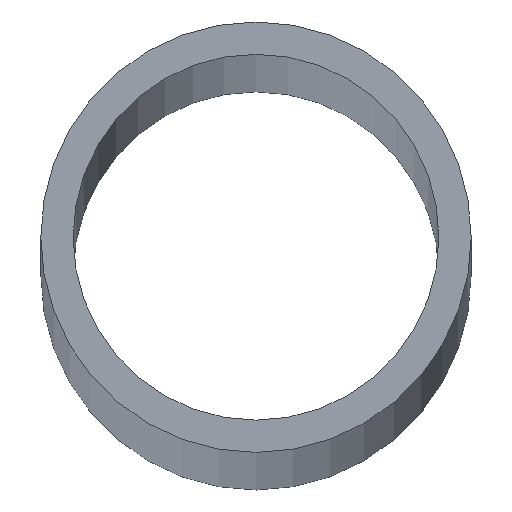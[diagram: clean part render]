
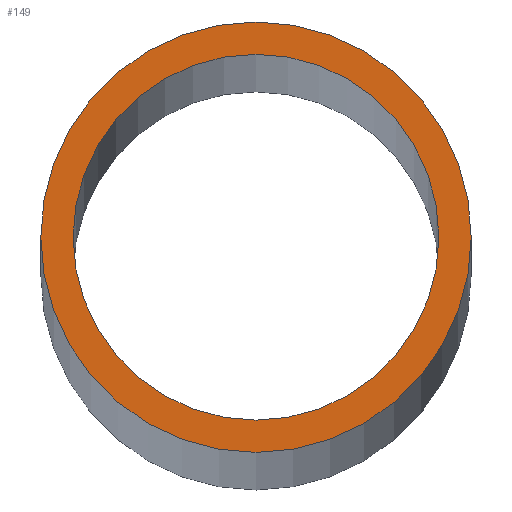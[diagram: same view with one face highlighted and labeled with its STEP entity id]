
A CAD part, top view. The second image highlights one B-rep face of the part: STEP entity #149.
In plain terms, the highlighted planar face has unit normal (0, 0, 1).
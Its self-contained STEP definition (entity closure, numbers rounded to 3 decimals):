
#17 = DIRECTION ( 'NONE',  ( 1., 0., 0. ) ) ;
#23 = CIRCLE ( 'NONE', #99, 10. ) ;
#25 = EDGE_CURVE ( 'NONE', #60, #179, #125, .T. ) ;
#29 = CARTESIAN_POINT ( 'NONE',  ( -8.5, 0., 1000. ) ) ;
#30 = EDGE_LOOP ( 'NONE', ( #57, #189 ) ) ;
#41 = DIRECTION ( 'NONE',  ( 1., 0., 0. ) ) ;
#44 = EDGE_CURVE ( 'NONE', #179, #60, #23, .T. ) ;
#47 = FACE_OUTER_BOUND ( 'NONE', #242, .T. ) ;
#57 = ORIENTED_EDGE ( 'NONE', *, *, #193, .F. ) ;
#59 = AXIS2_PLACEMENT_3D ( 'NONE', #128, #199, #105 ) ;
#60 = VERTEX_POINT ( 'NONE', #61 ) ;
#61 = CARTESIAN_POINT ( 'NONE',  ( 10., 0., 1000. ) ) ;
#64 = DIRECTION ( 'NONE',  ( 0., 0., 1. ) ) ;
#65 = ORIENTED_EDGE ( 'NONE', *, *, #44, .T. ) ;
#71 = ORIENTED_EDGE ( 'NONE', *, *, #25, .T. ) ;
#88 = CIRCLE ( 'NONE', #59, 8.5 ) ;
#89 = CARTESIAN_POINT ( 'NONE',  ( 0., 0., 1000. ) ) ;
#95 = CARTESIAN_POINT ( 'NONE',  ( 0., 0., 1000. ) ) ;
#99 = AXIS2_PLACEMENT_3D ( 'NONE', #194, #250, #162 ) ;
#105 = DIRECTION ( 'NONE',  ( 1., 0., 0. ) ) ;
#119 = VERTEX_POINT ( 'NONE', #29 ) ;
#125 = CIRCLE ( 'NONE', #158, 10. ) ;
#128 = CARTESIAN_POINT ( 'NONE',  ( 0., 0., 1000. ) ) ;
#131 = VERTEX_POINT ( 'NONE', #244 ) ;
#145 = CARTESIAN_POINT ( 'NONE',  ( 0., 0., 1000. ) ) ;
#149 = ADVANCED_FACE ( 'NONE', ( #47, #165 ), #221, .T. ) ;
#158 = AXIS2_PLACEMENT_3D ( 'NONE', #95, #192, #17 ) ;
#162 = DIRECTION ( 'NONE',  ( 1., 0., 0. ) ) ;
#164 = AXIS2_PLACEMENT_3D ( 'NONE', #89, #64, #180 ) ;
#165 = FACE_BOUND ( 'NONE', #30, .T. ) ;
#169 = CARTESIAN_POINT ( 'NONE',  ( -10., 0., 1000. ) ) ;
#179 = VERTEX_POINT ( 'NONE', #169 ) ;
#180 = DIRECTION ( 'NONE',  ( 1., 0., 0. ) ) ;
#189 = ORIENTED_EDGE ( 'NONE', *, *, #223, .F. ) ;
#192 = DIRECTION ( 'NONE',  ( 0., 0., 1. ) ) ;
#193 = EDGE_CURVE ( 'NONE', #119, #131, #88, .T. ) ;
#194 = CARTESIAN_POINT ( 'NONE',  ( 0., 0., 1000. ) ) ;
#199 = DIRECTION ( 'NONE',  ( 0., 0., 1. ) ) ;
#210 = AXIS2_PLACEMENT_3D ( 'NONE', #145, #237, #41 ) ;
#221 = PLANE ( 'NONE',  #210 ) ;
#223 = EDGE_CURVE ( 'NONE', #131, #119, #236, .T. ) ;
#236 = CIRCLE ( 'NONE', #164, 8.5 ) ;
#237 = DIRECTION ( 'NONE',  ( 0., 0., 1. ) ) ;
#242 = EDGE_LOOP ( 'NONE', ( #65, #71 ) ) ;
#244 = CARTESIAN_POINT ( 'NONE',  ( 8.5, 0., 1000. ) ) ;
#250 = DIRECTION ( 'NONE',  ( 0., 0., 1. ) ) ;
